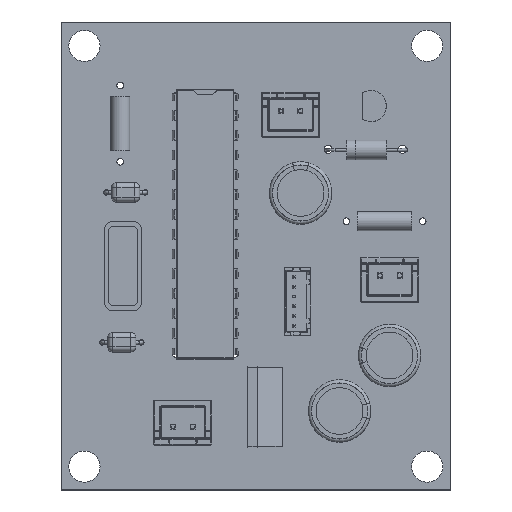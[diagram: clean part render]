
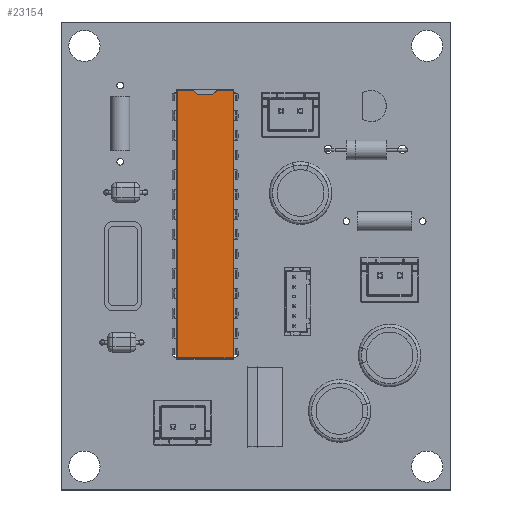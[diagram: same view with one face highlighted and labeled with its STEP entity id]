
A CAD part, top view. The second image highlights one B-rep face of the part: STEP entity #23154.
In plain terms, the highlighted face is planar.
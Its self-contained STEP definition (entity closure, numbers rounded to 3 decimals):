
#23040 = VERTEX_POINT('',#23041);
#23041 = CARTESIAN_POINT('',(0.7,3.302,-1.));
#23047 = EDGE_CURVE('',#23048,#23040,#23050,.T.);
#23048 = VERTEX_POINT('',#23049);
#23049 = CARTESIAN_POINT('',(0.17,3.302,-1.53));
#23050 = LINE('',#23051,#23052);
#23051 = CARTESIAN_POINT('',(5.836,3.302,4.136));
#23052 = VECTOR('',#23053,1.);
#23053 = DIRECTION('',(0.707,0.,0.707));
#23070 = EDGE_CURVE('',#23040,#23071,#23073,.T.);
#23071 = VERTEX_POINT('',#23072);
#23072 = CARTESIAN_POINT('',(0.7,3.302,1.));
#23073 = LINE('',#23074,#23075);
#23074 = CARTESIAN_POINT('',(0.7,3.302,1.825));
#23075 = VECTOR('',#23076,1.);
#23076 = DIRECTION('',(0.,0.,1.));
#23112 = VERTEX_POINT('',#23113);
#23113 = CARTESIAN_POINT('',(0.17,3.302,1.53));
#23120 = EDGE_CURVE('',#23071,#23112,#23121,.T.);
#23121 = LINE('',#23122,#23123);
#23122 = CARTESIAN_POINT('',(4.011,3.302,-2.311));
#23123 = VECTOR('',#23124,1.);
#23124 = DIRECTION('',(-0.707,0.,0.707));
#23154 = ADVANCED_FACE('',(#23155),#23198,.T.);
#23155 = FACE_BOUND('',#23156,.T.);
#23156 = EDGE_LOOP('',(#23157,#23158,#23159,#23160,#23168,#23176,#23184,
    #23192));
#23157 = ORIENTED_EDGE('',*,*,#23047,.T.);
#23158 = ORIENTED_EDGE('',*,*,#23070,.T.);
#23159 = ORIENTED_EDGE('',*,*,#23120,.T.);
#23160 = ORIENTED_EDGE('',*,*,#23161,.F.);
#23161 = EDGE_CURVE('',#23162,#23112,#23164,.T.);
#23162 = VERTEX_POINT('',#23163);
#23163 = CARTESIAN_POINT('',(0.17,3.302,3.593));
#23164 = LINE('',#23165,#23166);
#23165 = CARTESIAN_POINT('',(0.17,3.302,3.65));
#23166 = VECTOR('',#23167,1.);
#23167 = DIRECTION('',(0.,0.,-1.));
#23168 = ORIENTED_EDGE('',*,*,#23169,.T.);
#23169 = EDGE_CURVE('',#23162,#23170,#23172,.T.);
#23170 = VERTEX_POINT('',#23171);
#23171 = CARTESIAN_POINT('',(34.43,3.302,3.593));
#23172 = LINE('',#23173,#23174);
#23173 = CARTESIAN_POINT('',(17.3,3.302,3.593));
#23174 = VECTOR('',#23175,1.);
#23175 = DIRECTION('',(1.,0.,0.));
#23176 = ORIENTED_EDGE('',*,*,#23177,.T.);
#23177 = EDGE_CURVE('',#23170,#23178,#23180,.T.);
#23178 = VERTEX_POINT('',#23179);
#23179 = CARTESIAN_POINT('',(34.43,3.302,-3.593));
#23180 = LINE('',#23181,#23182);
#23181 = CARTESIAN_POINT('',(34.43,3.302,3.65));
#23182 = VECTOR('',#23183,1.);
#23183 = DIRECTION('',(0.,0.,-1.));
#23184 = ORIENTED_EDGE('',*,*,#23185,.T.);
#23185 = EDGE_CURVE('',#23178,#23186,#23188,.T.);
#23186 = VERTEX_POINT('',#23187);
#23187 = CARTESIAN_POINT('',(0.17,3.302,-3.593));
#23188 = LINE('',#23189,#23190);
#23189 = CARTESIAN_POINT('',(17.3,3.302,-3.593));
#23190 = VECTOR('',#23191,1.);
#23191 = DIRECTION('',(-1.,0.,0.));
#23192 = ORIENTED_EDGE('',*,*,#23193,.F.);
#23193 = EDGE_CURVE('',#23048,#23186,#23194,.T.);
#23194 = LINE('',#23195,#23196);
#23195 = CARTESIAN_POINT('',(0.17,3.302,3.65));
#23196 = VECTOR('',#23197,1.);
#23197 = DIRECTION('',(0.,0.,-1.));
#23198 = PLANE('',#23199);
#23199 = AXIS2_PLACEMENT_3D('',#23200,#23201,#23202);
#23200 = CARTESIAN_POINT('',(17.3,3.302,3.65));
#23201 = DIRECTION('',(0.,1.,0.));
#23202 = DIRECTION('',(1.,0.,0.));
